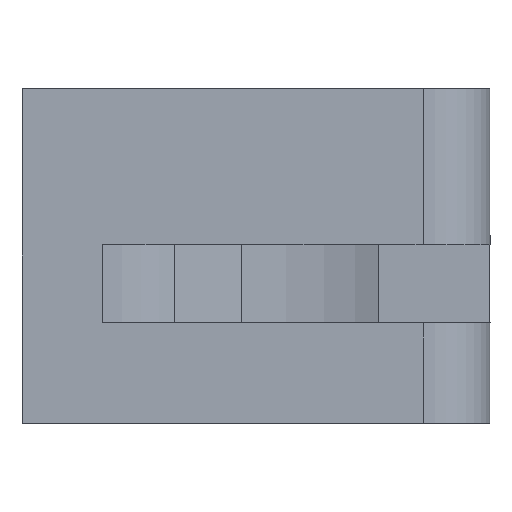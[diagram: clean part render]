
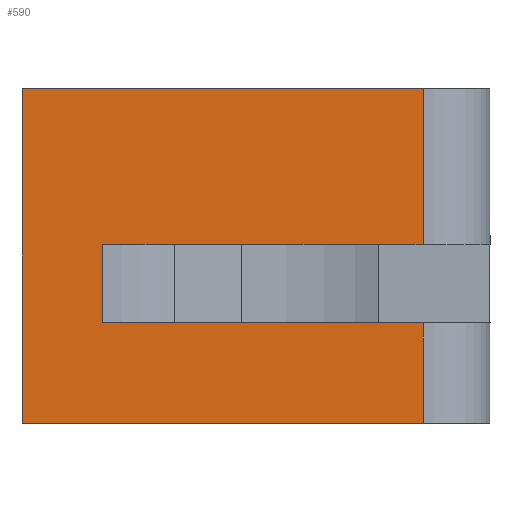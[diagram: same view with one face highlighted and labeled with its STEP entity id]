
A CAD part, front view. The second image highlights one B-rep face of the part: STEP entity #590.
In plain terms, the highlighted planar face has unit normal (0, -1, 0).
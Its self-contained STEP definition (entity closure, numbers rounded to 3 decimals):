
#57=FACE_OUTER_BOUND('',#90,.T.);
#90=EDGE_LOOP('',(#461,#462,#463,#464,#465,#466,#467,#468,#469,#470,#471,
#472));
#128=LINE('',#884,#194);
#137=LINE('',#907,#203);
#141=LINE('',#922,#207);
#155=LINE('',#961,#221);
#156=LINE('',#963,#222);
#157=LINE('',#964,#223);
#158=LINE('',#965,#224);
#159=LINE('',#967,#225);
#160=LINE('',#969,#226);
#161=LINE('',#970,#227);
#162=LINE('',#972,#228);
#163=LINE('',#973,#229);
#194=VECTOR('',#696,1000.);
#203=VECTOR('',#717,1000.);
#207=VECTOR('',#733,1000.);
#221=VECTOR('',#775,1000.);
#222=VECTOR('',#776,1000.);
#223=VECTOR('',#777,1000.);
#224=VECTOR('',#778,1000.);
#225=VECTOR('',#779,1000.);
#226=VECTOR('',#780,1000.);
#227=VECTOR('',#781,1000.);
#228=VECTOR('',#782,1000.);
#229=VECTOR('',#783,1000.);
#260=VERTEX_POINT('',#882);
#261=VERTEX_POINT('',#883);
#268=VERTEX_POINT('',#905);
#269=VERTEX_POINT('',#906);
#273=VERTEX_POINT('',#919);
#274=VERTEX_POINT('',#921);
#284=VERTEX_POINT('',#959);
#285=VERTEX_POINT('',#960);
#286=VERTEX_POINT('',#962);
#287=VERTEX_POINT('',#966);
#288=VERTEX_POINT('',#968);
#289=VERTEX_POINT('',#971);
#316=EDGE_CURVE('',#260,#261,#128,.T.);
#328=EDGE_CURVE('',#268,#269,#137,.T.);
#336=EDGE_CURVE('',#274,#273,#141,.T.);
#356=EDGE_CURVE('',#284,#285,#155,.T.);
#357=EDGE_CURVE('',#285,#286,#156,.T.);
#358=EDGE_CURVE('',#286,#274,#157,.T.);
#359=EDGE_CURVE('',#273,#260,#158,.T.);
#360=EDGE_CURVE('',#287,#261,#159,.T.);
#361=EDGE_CURVE('',#288,#287,#160,.T.);
#362=EDGE_CURVE('',#288,#268,#161,.T.);
#363=EDGE_CURVE('',#269,#289,#162,.T.);
#364=EDGE_CURVE('',#289,#284,#163,.T.);
#461=ORIENTED_EDGE('',*,*,#356,.T.);
#462=ORIENTED_EDGE('',*,*,#357,.T.);
#463=ORIENTED_EDGE('',*,*,#358,.T.);
#464=ORIENTED_EDGE('',*,*,#336,.T.);
#465=ORIENTED_EDGE('',*,*,#359,.T.);
#466=ORIENTED_EDGE('',*,*,#316,.T.);
#467=ORIENTED_EDGE('',*,*,#360,.F.);
#468=ORIENTED_EDGE('',*,*,#361,.F.);
#469=ORIENTED_EDGE('',*,*,#362,.T.);
#470=ORIENTED_EDGE('',*,*,#328,.T.);
#471=ORIENTED_EDGE('',*,*,#363,.T.);
#472=ORIENTED_EDGE('',*,*,#364,.T.);
#562=PLANE('',#640);
#590=ADVANCED_FACE('',(#57),#562,.F.);
#640=AXIS2_PLACEMENT_3D('',#958,#773,#774);
#696=DIRECTION('',(-1.,0.,0.));
#717=DIRECTION('',(-1.,0.,0.));
#733=DIRECTION('',(1.,0.,0.));
#773=DIRECTION('center_axis',(0.,1.,0.));
#774=DIRECTION('ref_axis',(1.,0.,0.));
#775=DIRECTION('',(0.,0.,1.));
#776=DIRECTION('',(1.,0.,0.));
#777=DIRECTION('',(1.,0.,0.));
#778=DIRECTION('',(0.,0.,1.));
#779=DIRECTION('',(0.,0.,1.));
#780=DIRECTION('',(-1.,0.,0.));
#781=DIRECTION('',(0.,0.,1.));
#782=DIRECTION('',(-1.,0.,0.));
#783=DIRECTION('',(-1.,0.,0.));
#882=CARTESIAN_POINT('',(2.25,-11.25,7.5));
#883=CARTESIAN_POINT('',(-6.737,-11.25,7.5));
#884=CARTESIAN_POINT('',(-6.737,-11.25,7.5));
#905=CARTESIAN_POINT('',(2.25,-11.25,2.25));
#906=CARTESIAN_POINT('',(-0.279,-11.25,2.25));
#907=CARTESIAN_POINT('',(-6.737,-11.25,2.25));
#919=CARTESIAN_POINT('',(2.25,-11.25,4.));
#921=CARTESIAN_POINT('',(-0.279,-11.25,4.));
#922=CARTESIAN_POINT('',(-6.737,-11.25,4.));
#958=CARTESIAN_POINT('Origin',(-6.737,-11.25,0.));
#959=CARTESIAN_POINT('',(-4.924,-11.25,2.25));
#960=CARTESIAN_POINT('',(-4.924,-11.25,4.));
#961=CARTESIAN_POINT('',(-4.924,-11.25,0.));
#962=CARTESIAN_POINT('',(-0.903,-11.25,4.));
#963=CARTESIAN_POINT('',(-6.737,-11.25,4.));
#964=CARTESIAN_POINT('',(-6.737,-11.25,4.));
#965=CARTESIAN_POINT('',(2.25,-11.25,0.));
#966=CARTESIAN_POINT('',(-6.737,-11.25,0.));
#967=CARTESIAN_POINT('',(-6.737,-11.25,0.));
#968=CARTESIAN_POINT('',(2.25,-11.25,0.));
#969=CARTESIAN_POINT('',(-6.737,-11.25,0.));
#970=CARTESIAN_POINT('',(2.25,-11.25,0.));
#971=CARTESIAN_POINT('',(-0.903,-11.25,2.25));
#972=CARTESIAN_POINT('',(-6.737,-11.25,2.25));
#973=CARTESIAN_POINT('',(-6.737,-11.25,2.25));
